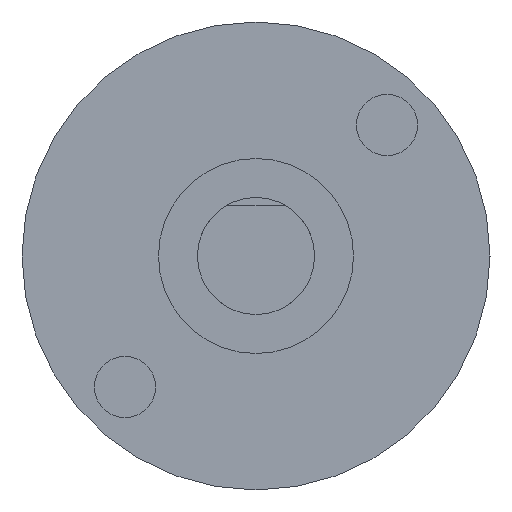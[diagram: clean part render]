
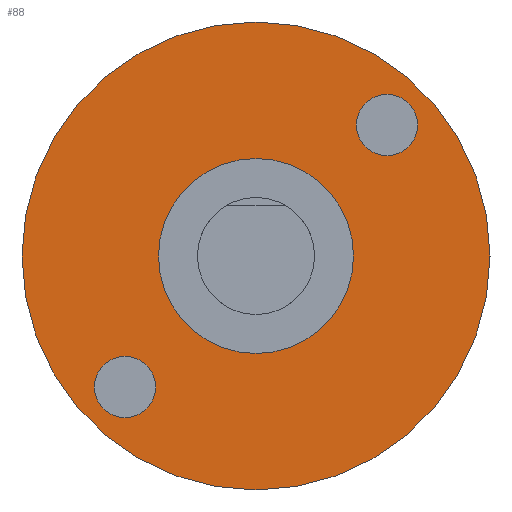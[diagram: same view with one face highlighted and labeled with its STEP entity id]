
A CAD part, front view. The second image highlights one B-rep face of the part: STEP entity #88.
In plain terms, the highlighted planar face has unit normal (0, -1, 0).
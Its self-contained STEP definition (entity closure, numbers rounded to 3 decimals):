
#88 = ADVANCED_FACE( '', ( #192, #193, #194, #195 ), #196, .T. );
#192 = FACE_BOUND( '', #311, .T. );
#193 = FACE_BOUND( '', #312, .T. );
#194 = FACE_OUTER_BOUND( '', #313, .T. );
#195 = FACE_BOUND( '', #314, .T. );
#196 = PLANE( '', #315 );
#311 = EDGE_LOOP( '', ( #479 ) );
#312 = EDGE_LOOP( '', ( #480 ) );
#313 = EDGE_LOOP( '', ( #481 ) );
#314 = EDGE_LOOP( '', ( #482 ) );
#315 = AXIS2_PLACEMENT_3D( '', #483, #484, #485 );
#479 = ORIENTED_EDGE( '', *, *, #657, .T. );
#480 = ORIENTED_EDGE( '', *, *, #620, .T. );
#481 = ORIENTED_EDGE( '', *, *, #615, .T. );
#482 = ORIENTED_EDGE( '', *, *, #659, .F. );
#483 = CARTESIAN_POINT( '', ( 0., 0., 2.5 ) );
#484 = DIRECTION( '', ( 0., -1., 0. ) );
#485 = DIRECTION( '', ( 0., 0., -1. ) );
#615 = EDGE_CURVE( '', #707, #707, #708, .T. );
#620 = EDGE_CURVE( '', #715, #715, #716, .T. );
#657 = EDGE_CURVE( '', #771, #771, #772, .T. );
#659 = EDGE_CURVE( '', #774, #774, #775, .T. );
#707 = VERTEX_POINT( '', #837 );
#708 = CIRCLE( '', #838, 6. );
#715 = VERTEX_POINT( '', #845 );
#716 = CIRCLE( '', #846, 0.784 );
#771 = VERTEX_POINT( '', #923 );
#772 = CIRCLE( '', #924, 0.784 );
#774 = VERTEX_POINT( '', #926 );
#775 = CIRCLE( '', #927, 2.5 );
#837 = CARTESIAN_POINT( '', ( 0., 0., -6. ) );
#838 = AXIS2_PLACEMENT_3D( '', #1008, #1009, #1010 );
#845 = CARTESIAN_POINT( '', ( -3.359, 0., -4.142 ) );
#846 = AXIS2_PLACEMENT_3D( '', #1017, #1018, #1019 );
#923 = CARTESIAN_POINT( '', ( 3.359, 0., 2.575 ) );
#924 = AXIS2_PLACEMENT_3D( '', #1051, #1052, #1053 );
#926 = CARTESIAN_POINT( '', ( 0., 0., -2.5 ) );
#927 = AXIS2_PLACEMENT_3D( '', #1054, #1055, #1056 );
#1008 = CARTESIAN_POINT( '', ( 0., 0., 0. ) );
#1009 = DIRECTION( '', ( 0., -1., 0. ) );
#1010 = DIRECTION( '', ( 0., 0., -1. ) );
#1017 = CARTESIAN_POINT( '', ( -3.359, 0., -3.359 ) );
#1018 = DIRECTION( '', ( 0., 1., 0. ) );
#1019 = DIRECTION( '', ( 0., 0., -1. ) );
#1051 = CARTESIAN_POINT( '', ( 3.359, 0., 3.359 ) );
#1052 = DIRECTION( '', ( 0., 1., 0. ) );
#1053 = DIRECTION( '', ( 0., 0., -1. ) );
#1054 = CARTESIAN_POINT( '', ( 0., 0., 0. ) );
#1055 = DIRECTION( '', ( 0., -1., 0. ) );
#1056 = DIRECTION( '', ( 0., 0., -1. ) );
